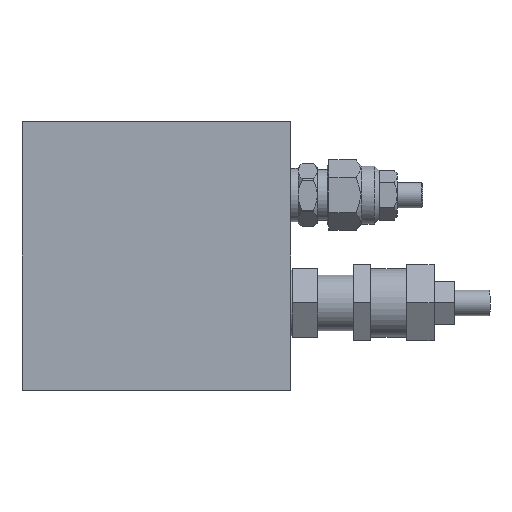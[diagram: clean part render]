
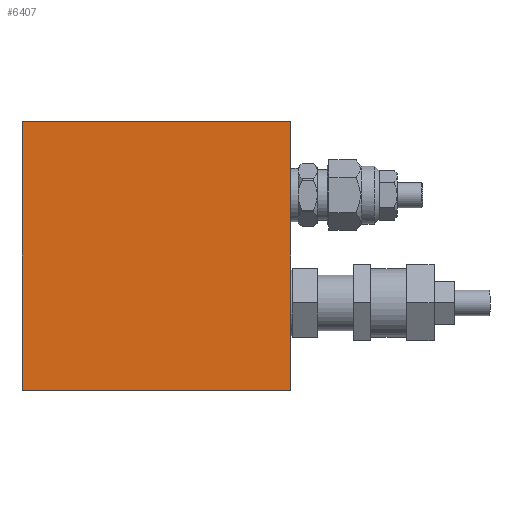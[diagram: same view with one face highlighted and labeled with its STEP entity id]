
A CAD part, left-side view. The second image highlights one B-rep face of the part: STEP entity #6407.
In plain terms, the highlighted planar face has unit normal (-1, 0, 0).
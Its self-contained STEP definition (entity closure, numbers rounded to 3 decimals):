
#519=LINE('',#11572,#1074);
#520=LINE('',#11575,#1075);
#521=LINE('',#11577,#1076);
#522=LINE('',#11579,#1077);
#1074=VECTOR('',#9770,1000.);
#1075=VECTOR('',#9771,1000.);
#1076=VECTOR('',#9772,1000.);
#1077=VECTOR('',#9773,1000.);
#2078=ORIENTED_EDGE('',*,*,#3574,.T.);
#2079=ORIENTED_EDGE('',*,*,#3575,.F.);
#2080=ORIENTED_EDGE('',*,*,#3576,.F.);
#2081=ORIENTED_EDGE('',*,*,#3577,.F.);
#3574=EDGE_CURVE('',#4372,#4373,#519,.T.);
#3575=EDGE_CURVE('',#4374,#4373,#520,.T.);
#3576=EDGE_CURVE('',#4375,#4374,#521,.T.);
#3577=EDGE_CURVE('',#4372,#4375,#522,.T.);
#4372=VERTEX_POINT('',#11573);
#4373=VERTEX_POINT('',#11574);
#4374=VERTEX_POINT('',#11576);
#4375=VERTEX_POINT('',#11578);
#5102=EDGE_LOOP('',(#2078,#2079,#2080,#2081));
#5625=FACE_BOUND('',#5102,.T.);
#6100=PLANE('',#8812);
#6407=ADVANCED_FACE('',(#5625),#6100,.F.);
#8812=AXIS2_PLACEMENT_3D('',#11571,#9768,#9769);
#9768=DIRECTION('',(1.,0.,0.));
#9769=DIRECTION('',(0.,0.,-1.));
#9770=DIRECTION('',(0.,0.,-1.));
#9771=DIRECTION('',(0.,1.,0.));
#9772=DIRECTION('',(0.,0.,-1.));
#9773=DIRECTION('',(0.,-1.,0.));
#11571=CARTESIAN_POINT('',(321.,53.,98.));
#11572=CARTESIAN_POINT('',(321.,106.,98.));
#11573=CARTESIAN_POINT('',(321.,106.,151.));
#11574=CARTESIAN_POINT('',(321.,106.,45.));
#11575=CARTESIAN_POINT('',(321.,53.,45.));
#11576=CARTESIAN_POINT('',(321.,0.,45.));
#11577=CARTESIAN_POINT('',(321.,0.,98.));
#11578=CARTESIAN_POINT('',(321.,0.,151.));
#11579=CARTESIAN_POINT('',(321.,53.,151.));
